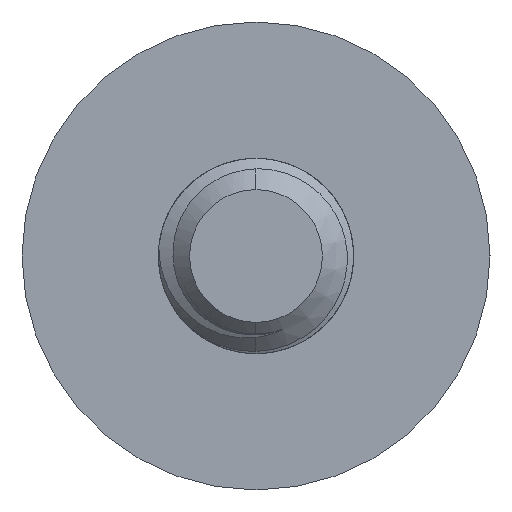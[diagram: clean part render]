
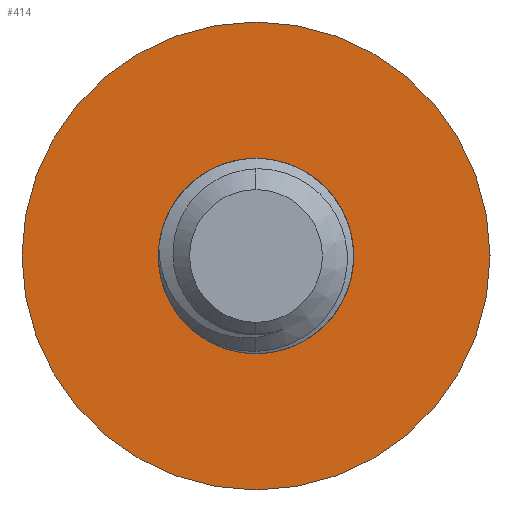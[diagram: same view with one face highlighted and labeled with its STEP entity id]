
A CAD part, left-side view. The second image highlights one B-rep face of the part: STEP entity #414.
In plain terms, the highlighted planar face has unit normal (-1, 0, 0).
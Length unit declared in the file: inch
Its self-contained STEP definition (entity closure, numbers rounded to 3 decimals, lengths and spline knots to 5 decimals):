
#22 = CARTESIAN_POINT ( 'NONE',  ( 0.6, 0., 0. ) ) ;
#100 = EDGE_CURVE ( 'NONE', #1154, #2087, #522, .T. ) ;
#141 = CARTESIAN_POINT ( 'NONE',  ( 0.6, 0., 0. ) ) ;
#156 = DIRECTION ( 'NONE',  ( 0., 0., -1. ) ) ;
#204 = DIRECTION ( 'NONE',  ( 0., 0., -1. ) ) ;
#211 = AXIS2_PLACEMENT_3D ( 'NONE', #141, #2140, #970 ) ;
#271 = AXIS2_PLACEMENT_3D ( 'NONE', #1560, #1366, #156 ) ;
#414 = ADVANCED_FACE ( 'NONE', ( #1743, #760 ), #1958, .F. ) ;
#522 = CIRCLE ( 'NONE', #1566, 0.125 ) ;
#704 = CARTESIAN_POINT ( 'NONE',  ( 0.6, 0., 0.375 ) ) ;
#736 = DIRECTION ( 'NONE',  ( 0., 0., -1. ) ) ;
#760 = FACE_BOUND ( 'NONE', #1608, .T. ) ;
#797 = EDGE_CURVE ( 'NONE', #2087, #1154, #1523, .T. ) ;
#827 = ORIENTED_EDGE ( 'NONE', *, *, #1640, .F. ) ;
#922 = ORIENTED_EDGE ( 'NONE', *, *, #100, .T. ) ;
#970 = DIRECTION ( 'NONE',  ( 0., 0., -1. ) ) ;
#980 = CARTESIAN_POINT ( 'NONE',  ( 0.6, 0., 0.125 ) ) ;
#1154 = VERTEX_POINT ( 'NONE', #1327 ) ;
#1204 = DIRECTION ( 'NONE',  ( 0., 0., -1. ) ) ;
#1327 = CARTESIAN_POINT ( 'NONE',  ( 0.6, 0., -0.125 ) ) ;
#1366 = DIRECTION ( 'NONE',  ( 1., 0., 0. ) ) ;
#1367 = VERTEX_POINT ( 'NONE', #2252 ) ;
#1446 = AXIS2_PLACEMENT_3D ( 'NONE', #22, #1807, #1204 ) ;
#1469 = CIRCLE ( 'NONE', #211, 0.375 ) ;
#1492 = ORIENTED_EDGE ( 'NONE', *, *, #1808, .F. ) ;
#1523 = CIRCLE ( 'NONE', #1446, 0.125 ) ;
#1560 = CARTESIAN_POINT ( 'NONE',  ( 0.6, 0., 0. ) ) ;
#1566 = AXIS2_PLACEMENT_3D ( 'NONE', #2470, #1880, #736 ) ;
#1608 = EDGE_LOOP ( 'NONE', ( #922, #2337 ) ) ;
#1640 = EDGE_CURVE ( 'NONE', #1367, #2191, #2162, .T. ) ;
#1713 = EDGE_LOOP ( 'NONE', ( #1492, #827 ) ) ;
#1743 = FACE_OUTER_BOUND ( 'NONE', #1713, .T. ) ;
#1807 = DIRECTION ( 'NONE',  ( 1., 0., 0. ) ) ;
#1808 = EDGE_CURVE ( 'NONE', #2191, #1367, #1469, .T. ) ;
#1880 = DIRECTION ( 'NONE',  ( 1., 0., 0. ) ) ;
#1958 = PLANE ( 'NONE',  #271 ) ;
#1977 = CARTESIAN_POINT ( 'NONE',  ( 0.6, 0., 0. ) ) ;
#2087 = VERTEX_POINT ( 'NONE', #980 ) ;
#2140 = DIRECTION ( 'NONE',  ( 1., 0., 0. ) ) ;
#2162 = CIRCLE ( 'NONE', #2195, 0.375 ) ;
#2191 = VERTEX_POINT ( 'NONE', #704 ) ;
#2194 = DIRECTION ( 'NONE',  ( 1., 0., 0. ) ) ;
#2195 = AXIS2_PLACEMENT_3D ( 'NONE', #1977, #2194, #204 ) ;
#2252 = CARTESIAN_POINT ( 'NONE',  ( 0.6, 0., -0.375 ) ) ;
#2337 = ORIENTED_EDGE ( 'NONE', *, *, #797, .T. ) ;
#2470 = CARTESIAN_POINT ( 'NONE',  ( 0.6, 0., 0. ) ) ;
